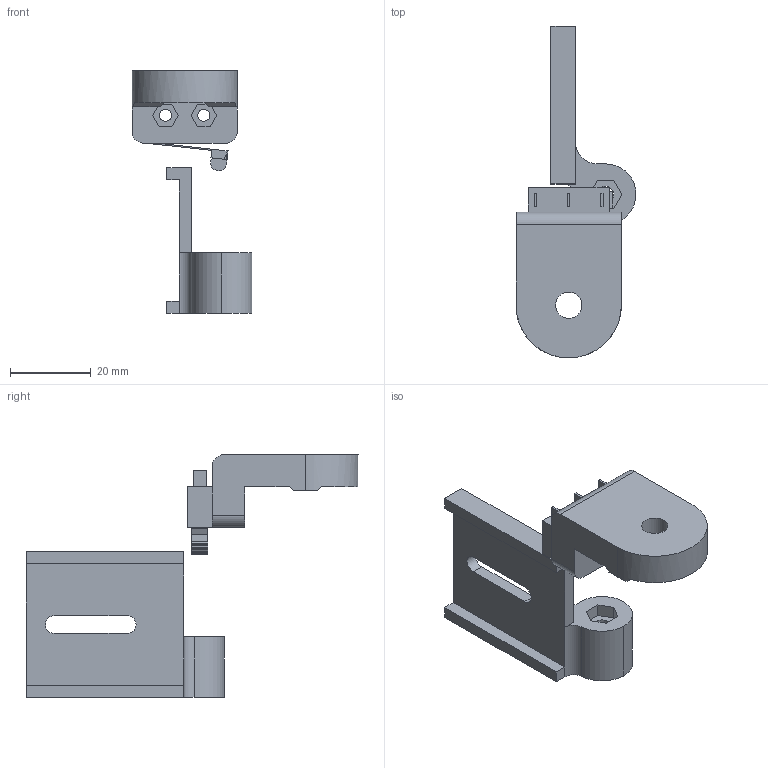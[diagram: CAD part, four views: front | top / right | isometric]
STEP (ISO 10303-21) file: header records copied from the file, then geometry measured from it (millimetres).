
FILE_DESCRIPTION(/* description */ (''),/* implementation_level */ '2;1');
FILE_NAME(/* name */ 'Z Axis Endstop v6.step',/* time_stamp */ '2020-10-20T11:23:18+02:00',/* author */ (''),/* organization */ (''),/* preprocessor_version */ 'ST-DEVELOPER v18.1',/* originating_system */ 'Autodesk Translation Framework v9.3.0.1241',/* authorisation */ '');
FILE_SCHEMA (('AUTOMOTIVE_DESIGN { 1 0 10303 214 3 1 1 }'));
Length unit declared in the file: millimetre
Products named in the file (2): Z Axis Endstop; Micro Switch
Assembly tree (1 placements, depth 2):
  Z Axis Endstop
    Micro Switch
Bounding box: 29.62 x 82 x 60 mm (x, y, z)
Volume: 17053 mm3; surface area: 9581.9 mm2
Topology: 3 solids, 3 shells, 126 faces, 352 edges, 232 vertices
Faces by surface type: plane 110, cylinder 16
Full cylindrical faces by diameter (mm): 3 x4, 4 x1, 6.5 x1
Entity records: 4001 total; most frequent: CARTESIAN_POINT 696, ORIENTED_EDGE 682, DIRECTION 635, EDGE_CURVE 341, LINE 305, VECTOR 305, VERTEX_POINT 226, AXIS2_PLACEMENT_3D 165
